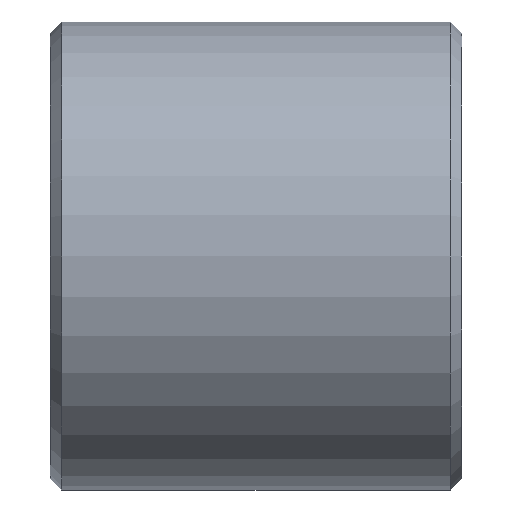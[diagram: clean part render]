
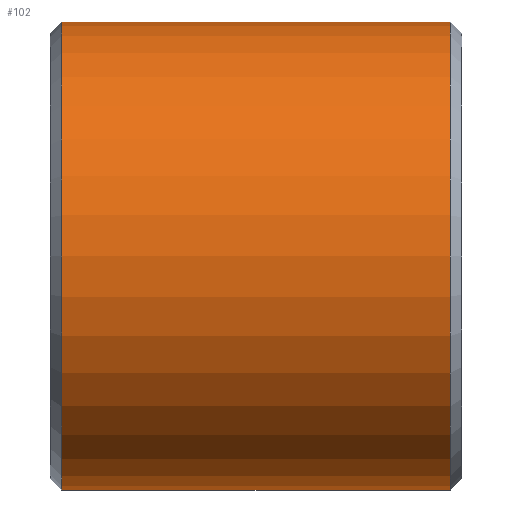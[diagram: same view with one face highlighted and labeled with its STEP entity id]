
A CAD part, front view. The second image highlights one B-rep face of the part: STEP entity #102.
In plain terms, the highlighted cylindrical face has radius 7.938 mm (diameter 15.875 mm), a full revolution.
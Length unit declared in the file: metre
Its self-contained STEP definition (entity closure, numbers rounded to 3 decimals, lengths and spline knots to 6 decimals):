
#24=CYLINDRICAL_SURFACE('',#127,0.007938);
#30=ORIENTED_EDGE('',*,*,#46,.T.);
#31=ORIENTED_EDGE('',*,*,#47,.T.);
#46=EDGE_CURVE('',#54,#54,#62,.F.);
#47=EDGE_CURVE('',#55,#55,#63,.T.);
#54=VERTEX_POINT('',#184);
#55=VERTEX_POINT('',#186);
#62=CIRCLE('',#128,0.007938);
#63=CIRCLE('',#129,0.007938);
#70=EDGE_LOOP('',(#30));
#71=EDGE_LOOP('',(#31));
#86=FACE_BOUND('',#70,.T.);
#87=FACE_BOUND('',#71,.T.);
#102=ADVANCED_FACE('',(#86,#87),#24,.T.);
#127=AXIS2_PLACEMENT_3D('',#182,#151,#152);
#128=AXIS2_PLACEMENT_3D('',#183,#153,#154);
#129=AXIS2_PLACEMENT_3D('',#185,#155,#156);
#151=DIRECTION('',(1.,0.,0.));
#152=DIRECTION('',(0.,0.,-1.));
#153=DIRECTION('',(1.,0.,0.));
#154=DIRECTION('',(0.,0.,-1.));
#155=DIRECTION('',(1.,0.,0.));
#156=DIRECTION('',(0.,0.,-1.));
#182=CARTESIAN_POINT('',(0.297813,-0.767476,-0.048571));
#183=CARTESIAN_POINT('',(0.311388,-0.767476,-0.048571));
#184=CARTESIAN_POINT('',(0.311388,-0.767476,-0.056508));
#185=CARTESIAN_POINT('',(0.298212,-0.767476,-0.048571));
#186=CARTESIAN_POINT('',(0.298212,-0.767476,-0.056508));
